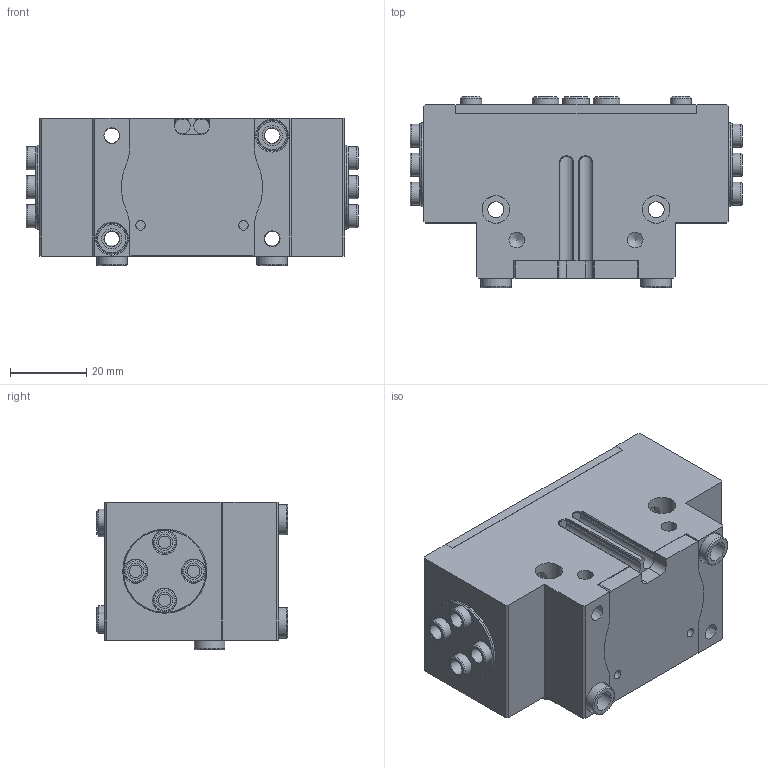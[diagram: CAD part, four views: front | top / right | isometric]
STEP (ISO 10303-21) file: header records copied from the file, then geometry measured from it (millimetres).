
FILE_DESCRIPTION((''),'2;1');
FILE_NAME('GSO-64.stp','2017-03-03T11:32:56',('BOLOGNESE'),(''),'Autodesk Inventor 2010','Autodesk Inventor 2010','');
FILE_SCHEMA(('AUTOMOTIVE_DESIGN { 1 0 10303 214 1 1 1 1 }'));
Length unit declared in the file: millimetre
Products named in the file (6): GSO-64; Boccola 6; Boccola 8; Griffa; Fondello; Corpo
Assembly tree (16 placements, depth 2):
  GSO-64
    Boccola 6  x8
    Boccola 8  x4
    Griffa  x2
    Fondello
    Corpo
Bounding box: 87 x 50.2 x 38.6 mm (x, y, z)
Volume: 108737.8 mm3; surface area: 33873.4 mm2
Topology: 16 solids, 16 shells, 384 faces, 872 edges, 564 vertices
Faces by surface type: plane 208, cylinder 92, bspline 34, cone 26, torus 24
Full cylindrical faces by diameter (mm): 4.2 x10, 5.3 x4, 5.5 x4, 6 x16, 7 x6, 7.2 x4, 7.22 x4, 7.25 x2, 7.5 x6, 8 x8, 22 x4
Entity records: 9166 total; most frequent: CARTESIAN_POINT 2204, DIRECTION 1366, ORIENTED_EDGE 1216, EDGE_CURVE 608, AXIS2_PLACEMENT_3D 490, EDGE_LOOP 456, VERTEX_POINT 446, VECTOR 386
